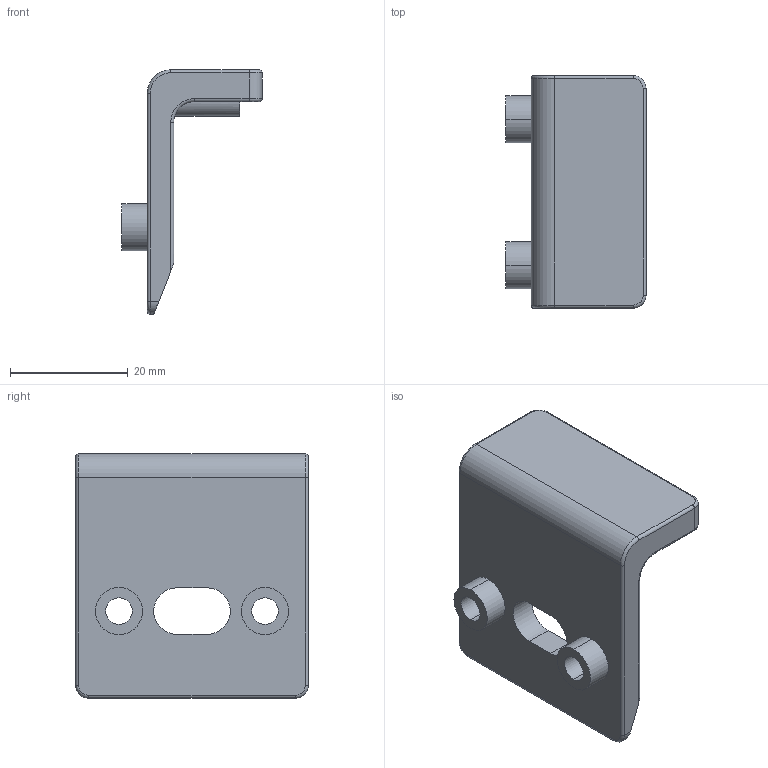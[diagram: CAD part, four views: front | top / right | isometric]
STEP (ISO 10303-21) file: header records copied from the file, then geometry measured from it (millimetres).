
FILE_DESCRIPTION (( 'STEP AP214' ), '1' );
FILE_NAME ('365.0500A.01 Îãðàíè÷èòåëü äëÿ äâåðè.STEP', '2025-09-24T07:14:33', ( '' ), ( '' ), 'SwSTEP 2.0', 'SolidWorks 2021', '' );
FILE_SCHEMA (( 'AUTOMOTIVE_DESIGN' ));
Length unit declared in the file: millimetre
Products named in the file (1): 365.0500A.01 Îãðàíè÷èòåëü äëÿ äâåðè
Bounding box: 23.8 x 39.5 x 41.5 mm (x, y, z)
Volume: 9685.4 mm3; surface area: 5508.8 mm2
Topology: 1 solids, 1 shells, 62 faces, 148 edges, 92 vertices
Faces by surface type: cylinder 35, plane 17, torus 10
Entity records: 2030 total; most frequent: CARTESIAN_POINT 524, DIRECTION 324, ORIENTED_EDGE 296, EDGE_CURVE 148, AXIS2_PLACEMENT_3D 128, VERTEX_POINT 92, EDGE_LOOP 72, LINE 68
